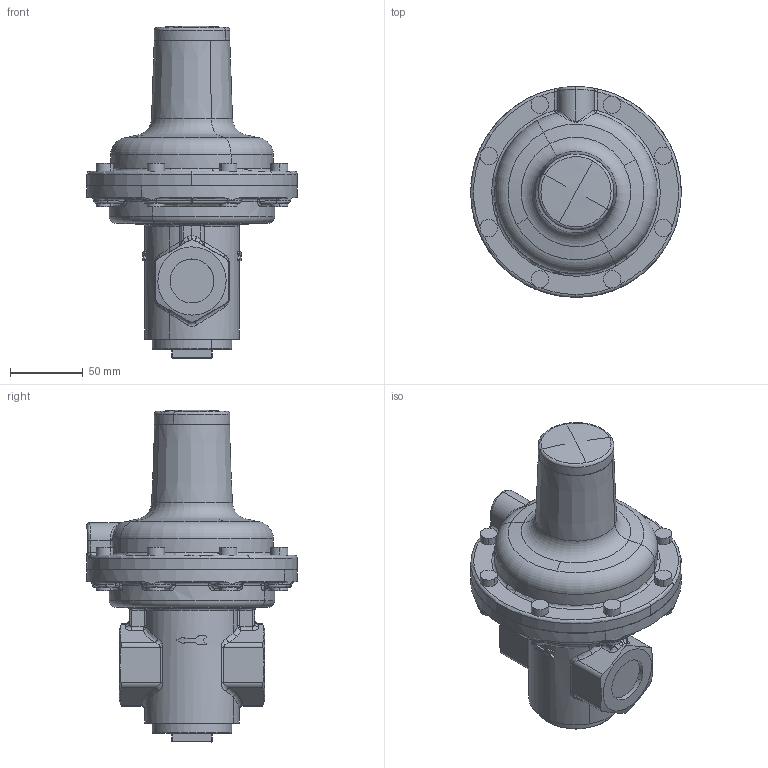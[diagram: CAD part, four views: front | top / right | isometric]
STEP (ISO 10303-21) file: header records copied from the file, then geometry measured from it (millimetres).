
FILE_DESCRIPTION(('CATIA V5 STEP'),'2;1');
FILE_NAME('R50 - G1Zoll.stp','2011-01-28T07:30:21+00:00',('none'),('none'),'CATIA Version 5 Release 19 SP 8 (IN-10)','CATIA V5 STEP AP214','none');
FILE_SCHEMA(('AUTOMOTIVE_DESIGN { 1 0 10303 214 1 1 1 1 }'));
Length unit declared in the file: millimetre
Products named in the file (1): R50 - G1Zoll
Bounding box: 145 x 145 x 228.5 mm (x, y, z)
Volume: 1282727.8 mm3; surface area: 93111.2 mm2
Topology: 1 solids, 1 shells, 480 faces, 1235 edges, 722 vertices
Faces by surface type: bspline 139, cylinder 132, plane 89, cone 44, sphere 44, torus 32
Entity records: 24378 total; most frequent: CARTESIAN_POINT 15148, ORIENTED_EDGE 2382, EDGE_CURVE 1191, DIRECTION 1059, VERTEX_POINT 722, B_SPLINE_CURVE_WITH_KNOTS 640, AXIS2_PLACEMENT_3D 540, EDGE_LOOP 489
